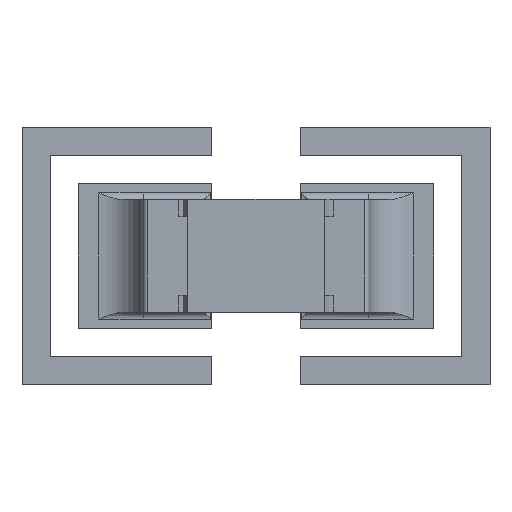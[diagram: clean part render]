
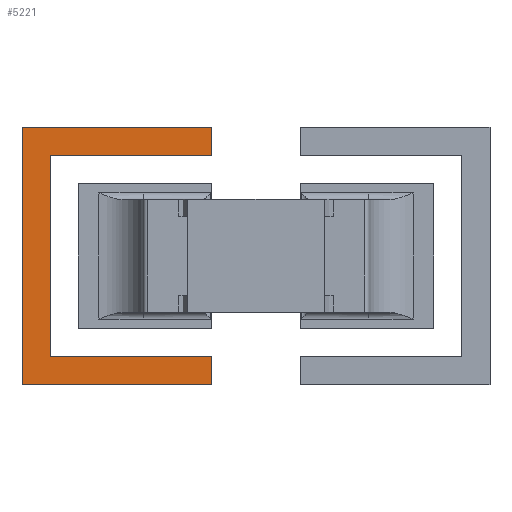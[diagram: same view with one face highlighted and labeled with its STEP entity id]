
A CAD part, top view. The second image highlights one B-rep face of the part: STEP entity #5221.
In plain terms, the highlighted planar face has unit normal (0, 0, 1).
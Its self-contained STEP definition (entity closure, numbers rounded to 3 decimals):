
#4599 = VERTEX_POINT('',#4600);
#4600 = CARTESIAN_POINT('',(-0.2,-0.579,0.01));
#4607 = PLANE('',#4608);
#4608 = AXIS2_PLACEMENT_3D('',#4609,#4610,#4611);
#4609 = CARTESIAN_POINT('',(-0.2,-0.579,0.));
#4610 = DIRECTION('',(0.,-1.,0.));
#4611 = DIRECTION('',(-1.,0.,0.));
#4619 = PLANE('',#4620);
#4620 = AXIS2_PLACEMENT_3D('',#4621,#4622,#4623);
#4621 = CARTESIAN_POINT('',(-0.2,-0.579,0.));
#4622 = DIRECTION('',(-1.,0.,0.));
#4623 = DIRECTION('',(0.,1.,0.));
#4631 = EDGE_CURVE('',#4599,#4632,#4634,.T.);
#4632 = VERTEX_POINT('',#4633);
#4633 = CARTESIAN_POINT('',(-1.054,-0.579,0.01));
#4634 = SURFACE_CURVE('',#4635,(#4639,#4646),.PCURVE_S1.);
#4635 = LINE('',#4636,#4637);
#4636 = CARTESIAN_POINT('',(-0.2,-0.579,0.01));
#4637 = VECTOR('',#4638,1.);
#4638 = DIRECTION('',(-1.,0.,0.));
#4639 = PCURVE('',#4607,#4640);
#4640 = DEFINITIONAL_REPRESENTATION('',(#4641),#4645);
#4641 = LINE('',#4642,#4643);
#4642 = CARTESIAN_POINT('',(0.,-0.01));
#4643 = VECTOR('',#4644,1.);
#4644 = DIRECTION('',(1.,0.));
#4645 = ( GEOMETRIC_REPRESENTATION_CONTEXT(2) 
PARAMETRIC_REPRESENTATION_CONTEXT() REPRESENTATION_CONTEXT('2D SPACE',''
  ) );
#4646 = PCURVE('',#4647,#4652);
#4647 = PLANE('',#4648);
#4648 = AXIS2_PLACEMENT_3D('',#4649,#4650,#4651);
#4649 = CARTESIAN_POINT('',(-0.73,0.,0.01));
#4650 = DIRECTION('',(-0.,-0.,-1.));
#4651 = DIRECTION('',(-1.,0.,0.));
#4652 = DEFINITIONAL_REPRESENTATION('',(#4653),#4657);
#4653 = LINE('',#4654,#4655);
#4654 = CARTESIAN_POINT('',(-0.53,-0.579));
#4655 = VECTOR('',#4656,1.);
#4656 = DIRECTION('',(1.,0.));
#4657 = ( GEOMETRIC_REPRESENTATION_CONTEXT(2) 
PARAMETRIC_REPRESENTATION_CONTEXT() REPRESENTATION_CONTEXT('2D SPACE',''
  ) );
#4675 = PLANE('',#4676);
#4676 = AXIS2_PLACEMENT_3D('',#4677,#4678,#4679);
#4677 = CARTESIAN_POINT('',(-1.054,-0.579,0.));
#4678 = DIRECTION('',(-1.,0.,0.));
#4679 = DIRECTION('',(0.,1.,0.));
#4717 = EDGE_CURVE('',#4632,#4718,#4720,.T.);
#4718 = VERTEX_POINT('',#4719);
#4719 = CARTESIAN_POINT('',(-1.054,0.579,0.01));
#4720 = SURFACE_CURVE('',#4721,(#4725,#4732),.PCURVE_S1.);
#4721 = LINE('',#4722,#4723);
#4722 = CARTESIAN_POINT('',(-1.054,-0.579,0.01));
#4723 = VECTOR('',#4724,1.);
#4724 = DIRECTION('',(0.,1.,0.));
#4725 = PCURVE('',#4675,#4726);
#4726 = DEFINITIONAL_REPRESENTATION('',(#4727),#4731);
#4727 = LINE('',#4728,#4729);
#4728 = CARTESIAN_POINT('',(0.,-0.01));
#4729 = VECTOR('',#4730,1.);
#4730 = DIRECTION('',(1.,0.));
#4731 = ( GEOMETRIC_REPRESENTATION_CONTEXT(2) 
PARAMETRIC_REPRESENTATION_CONTEXT() REPRESENTATION_CONTEXT('2D SPACE',''
  ) );
#4732 = PCURVE('',#4647,#4733);
#4733 = DEFINITIONAL_REPRESENTATION('',(#4734),#4738);
#4734 = LINE('',#4735,#4736);
#4735 = CARTESIAN_POINT('',(0.324,-0.579));
#4736 = VECTOR('',#4737,1.);
#4737 = DIRECTION('',(0.,1.));
#4738 = ( GEOMETRIC_REPRESENTATION_CONTEXT(2) 
PARAMETRIC_REPRESENTATION_CONTEXT() REPRESENTATION_CONTEXT('2D SPACE',''
  ) );
#4756 = PLANE('',#4757);
#4757 = AXIS2_PLACEMENT_3D('',#4758,#4759,#4760);
#4758 = CARTESIAN_POINT('',(-1.054,0.579,0.));
#4759 = DIRECTION('',(0.,1.,0.));
#4760 = DIRECTION('',(1.,0.,0.));
#4793 = EDGE_CURVE('',#4718,#4794,#4796,.T.);
#4794 = VERTEX_POINT('',#4795);
#4795 = CARTESIAN_POINT('',(-0.2,0.579,0.01));
#4796 = SURFACE_CURVE('',#4797,(#4801,#4808),.PCURVE_S1.);
#4797 = LINE('',#4798,#4799);
#4798 = CARTESIAN_POINT('',(-1.054,0.579,0.01));
#4799 = VECTOR('',#4800,1.);
#4800 = DIRECTION('',(1.,0.,0.));
#4801 = PCURVE('',#4756,#4802);
#4802 = DEFINITIONAL_REPRESENTATION('',(#4803),#4807);
#4803 = LINE('',#4804,#4805);
#4804 = CARTESIAN_POINT('',(0.,-0.01));
#4805 = VECTOR('',#4806,1.);
#4806 = DIRECTION('',(1.,0.));
#4807 = ( GEOMETRIC_REPRESENTATION_CONTEXT(2) 
PARAMETRIC_REPRESENTATION_CONTEXT() REPRESENTATION_CONTEXT('2D SPACE',''
  ) );
#4808 = PCURVE('',#4647,#4809);
#4809 = DEFINITIONAL_REPRESENTATION('',(#4810),#4814);
#4810 = LINE('',#4811,#4812);
#4811 = CARTESIAN_POINT('',(0.324,0.579));
#4812 = VECTOR('',#4813,1.);
#4813 = DIRECTION('',(-1.,0.));
#4814 = ( GEOMETRIC_REPRESENTATION_CONTEXT(2) 
PARAMETRIC_REPRESENTATION_CONTEXT() REPRESENTATION_CONTEXT('2D SPACE',''
  ) );
#4832 = PLANE('',#4833);
#4833 = AXIS2_PLACEMENT_3D('',#4834,#4835,#4836);
#4834 = CARTESIAN_POINT('',(-0.2,0.579,0.));
#4835 = DIRECTION('',(1.,0.,0.));
#4836 = DIRECTION('',(0.,-1.,0.));
#4869 = EDGE_CURVE('',#4794,#4870,#4872,.T.);
#4870 = VERTEX_POINT('',#4871);
#4871 = CARTESIAN_POINT('',(-0.2,0.452,0.01));
#4872 = SURFACE_CURVE('',#4873,(#4877,#4884),.PCURVE_S1.);
#4873 = LINE('',#4874,#4875);
#4874 = CARTESIAN_POINT('',(-0.2,0.579,0.01));
#4875 = VECTOR('',#4876,1.);
#4876 = DIRECTION('',(0.,-1.,0.));
#4877 = PCURVE('',#4832,#4878);
#4878 = DEFINITIONAL_REPRESENTATION('',(#4879),#4883);
#4879 = LINE('',#4880,#4881);
#4880 = CARTESIAN_POINT('',(0.,-0.01));
#4881 = VECTOR('',#4882,1.);
#4882 = DIRECTION('',(1.,0.));
#4883 = ( GEOMETRIC_REPRESENTATION_CONTEXT(2) 
PARAMETRIC_REPRESENTATION_CONTEXT() REPRESENTATION_CONTEXT('2D SPACE',''
  ) );
#4884 = PCURVE('',#4647,#4885);
#4885 = DEFINITIONAL_REPRESENTATION('',(#4886),#4890);
#4886 = LINE('',#4887,#4888);
#4887 = CARTESIAN_POINT('',(-0.53,0.579));
#4888 = VECTOR('',#4889,1.);
#4889 = DIRECTION('',(0.,-1.));
#4890 = ( GEOMETRIC_REPRESENTATION_CONTEXT(2) 
PARAMETRIC_REPRESENTATION_CONTEXT() REPRESENTATION_CONTEXT('2D SPACE',''
  ) );
#4908 = PLANE('',#4909);
#4909 = AXIS2_PLACEMENT_3D('',#4910,#4911,#4912);
#4910 = CARTESIAN_POINT('',(-0.927,0.452,0.));
#4911 = DIRECTION('',(0.,1.,0.));
#4912 = DIRECTION('',(1.,0.,0.));
#4947 = VERTEX_POINT('',#4948);
#4948 = CARTESIAN_POINT('',(-0.927,0.452,0.01));
#4962 = PLANE('',#4963);
#4963 = AXIS2_PLACEMENT_3D('',#4964,#4965,#4966);
#4964 = CARTESIAN_POINT('',(-0.927,-0.452,0.));
#4965 = DIRECTION('',(-1.,0.,0.));
#4966 = DIRECTION('',(0.,1.,0.));
#4974 = EDGE_CURVE('',#4947,#4870,#4975,.T.);
#4975 = SURFACE_CURVE('',#4976,(#4980,#4987),.PCURVE_S1.);
#4976 = LINE('',#4977,#4978);
#4977 = CARTESIAN_POINT('',(-0.927,0.452,0.01));
#4978 = VECTOR('',#4979,1.);
#4979 = DIRECTION('',(1.,0.,0.));
#4980 = PCURVE('',#4908,#4981);
#4981 = DEFINITIONAL_REPRESENTATION('',(#4982),#4986);
#4982 = LINE('',#4983,#4984);
#4983 = CARTESIAN_POINT('',(0.,-0.01));
#4984 = VECTOR('',#4985,1.);
#4985 = DIRECTION('',(1.,0.));
#4986 = ( GEOMETRIC_REPRESENTATION_CONTEXT(2) 
PARAMETRIC_REPRESENTATION_CONTEXT() REPRESENTATION_CONTEXT('2D SPACE',''
  ) );
#4987 = PCURVE('',#4647,#4988);
#4988 = DEFINITIONAL_REPRESENTATION('',(#4989),#4993);
#4989 = LINE('',#4990,#4991);
#4990 = CARTESIAN_POINT('',(0.197,0.452));
#4991 = VECTOR('',#4992,1.);
#4992 = DIRECTION('',(-1.,0.));
#4993 = ( GEOMETRIC_REPRESENTATION_CONTEXT(2) 
PARAMETRIC_REPRESENTATION_CONTEXT() REPRESENTATION_CONTEXT('2D SPACE',''
  ) );
#5023 = VERTEX_POINT('',#5024);
#5024 = CARTESIAN_POINT('',(-0.927,-0.452,0.01));
#5038 = PLANE('',#5039);
#5039 = AXIS2_PLACEMENT_3D('',#5040,#5041,#5042);
#5040 = CARTESIAN_POINT('',(-0.2,-0.452,0.));
#5041 = DIRECTION('',(0.,-1.,0.));
#5042 = DIRECTION('',(-1.,0.,0.));
#5050 = EDGE_CURVE('',#5023,#4947,#5051,.T.);
#5051 = SURFACE_CURVE('',#5052,(#5056,#5063),.PCURVE_S1.);
#5052 = LINE('',#5053,#5054);
#5053 = CARTESIAN_POINT('',(-0.927,-0.452,0.01));
#5054 = VECTOR('',#5055,1.);
#5055 = DIRECTION('',(0.,1.,0.));
#5056 = PCURVE('',#4962,#5057);
#5057 = DEFINITIONAL_REPRESENTATION('',(#5058),#5062);
#5058 = LINE('',#5059,#5060);
#5059 = CARTESIAN_POINT('',(0.,-0.01));
#5060 = VECTOR('',#5061,1.);
#5061 = DIRECTION('',(1.,0.));
#5062 = ( GEOMETRIC_REPRESENTATION_CONTEXT(2) 
PARAMETRIC_REPRESENTATION_CONTEXT() REPRESENTATION_CONTEXT('2D SPACE',''
  ) );
#5063 = PCURVE('',#4647,#5064);
#5064 = DEFINITIONAL_REPRESENTATION('',(#5065),#5069);
#5065 = LINE('',#5066,#5067);
#5066 = CARTESIAN_POINT('',(0.197,-0.452));
#5067 = VECTOR('',#5068,1.);
#5068 = DIRECTION('',(0.,1.));
#5069 = ( GEOMETRIC_REPRESENTATION_CONTEXT(2) 
PARAMETRIC_REPRESENTATION_CONTEXT() REPRESENTATION_CONTEXT('2D SPACE',''
  ) );
#5099 = VERTEX_POINT('',#5100);
#5100 = CARTESIAN_POINT('',(-0.2,-0.452,0.01));
#5121 = EDGE_CURVE('',#5099,#5023,#5122,.T.);
#5122 = SURFACE_CURVE('',#5123,(#5127,#5134),.PCURVE_S1.);
#5123 = LINE('',#5124,#5125);
#5124 = CARTESIAN_POINT('',(-0.2,-0.452,0.01));
#5125 = VECTOR('',#5126,1.);
#5126 = DIRECTION('',(-1.,0.,0.));
#5127 = PCURVE('',#5038,#5128);
#5128 = DEFINITIONAL_REPRESENTATION('',(#5129),#5133);
#5129 = LINE('',#5130,#5131);
#5130 = CARTESIAN_POINT('',(0.,-0.01));
#5131 = VECTOR('',#5132,1.);
#5132 = DIRECTION('',(1.,0.));
#5133 = ( GEOMETRIC_REPRESENTATION_CONTEXT(2) 
PARAMETRIC_REPRESENTATION_CONTEXT() REPRESENTATION_CONTEXT('2D SPACE',''
  ) );
#5134 = PCURVE('',#4647,#5135);
#5135 = DEFINITIONAL_REPRESENTATION('',(#5136),#5140);
#5136 = LINE('',#5137,#5138);
#5137 = CARTESIAN_POINT('',(-0.53,-0.452));
#5138 = VECTOR('',#5139,1.);
#5139 = DIRECTION('',(1.,0.));
#5140 = ( GEOMETRIC_REPRESENTATION_CONTEXT(2) 
PARAMETRIC_REPRESENTATION_CONTEXT() REPRESENTATION_CONTEXT('2D SPACE',''
  ) );
#5168 = EDGE_CURVE('',#4599,#5099,#5169,.T.);
#5169 = SURFACE_CURVE('',#5170,(#5174,#5181),.PCURVE_S1.);
#5170 = LINE('',#5171,#5172);
#5171 = CARTESIAN_POINT('',(-0.2,-0.579,0.01));
#5172 = VECTOR('',#5173,1.);
#5173 = DIRECTION('',(0.,1.,0.));
#5174 = PCURVE('',#4619,#5175);
#5175 = DEFINITIONAL_REPRESENTATION('',(#5176),#5180);
#5176 = LINE('',#5177,#5178);
#5177 = CARTESIAN_POINT('',(0.,-0.01));
#5178 = VECTOR('',#5179,1.);
#5179 = DIRECTION('',(1.,0.));
#5180 = ( GEOMETRIC_REPRESENTATION_CONTEXT(2) 
PARAMETRIC_REPRESENTATION_CONTEXT() REPRESENTATION_CONTEXT('2D SPACE',''
  ) );
#5181 = PCURVE('',#4647,#5182);
#5182 = DEFINITIONAL_REPRESENTATION('',(#5183),#5187);
#5183 = LINE('',#5184,#5185);
#5184 = CARTESIAN_POINT('',(-0.53,-0.579));
#5185 = VECTOR('',#5186,1.);
#5186 = DIRECTION('',(0.,1.));
#5187 = ( GEOMETRIC_REPRESENTATION_CONTEXT(2) 
PARAMETRIC_REPRESENTATION_CONTEXT() REPRESENTATION_CONTEXT('2D SPACE',''
  ) );
#5221 = ADVANCED_FACE('',(#5222),#4647,.F.);
#5222 = FACE_BOUND('',#5223,.F.);
#5223 = EDGE_LOOP('',(#5224,#5225,#5226,#5227,#5228,#5229,#5230,#5231));
#5224 = ORIENTED_EDGE('',*,*,#4631,.T.);
#5225 = ORIENTED_EDGE('',*,*,#4717,.T.);
#5226 = ORIENTED_EDGE('',*,*,#4793,.T.);
#5227 = ORIENTED_EDGE('',*,*,#4869,.T.);
#5228 = ORIENTED_EDGE('',*,*,#4974,.F.);
#5229 = ORIENTED_EDGE('',*,*,#5050,.F.);
#5230 = ORIENTED_EDGE('',*,*,#5121,.F.);
#5231 = ORIENTED_EDGE('',*,*,#5168,.F.);
